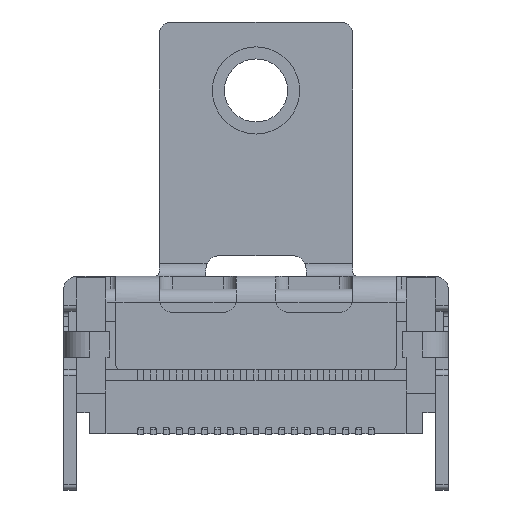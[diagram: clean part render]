
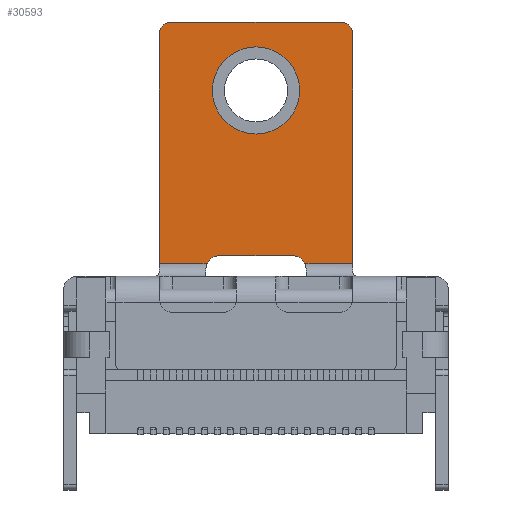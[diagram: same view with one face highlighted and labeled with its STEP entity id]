
A CAD part, left-side view. The second image highlights one B-rep face of the part: STEP entity #30593.
In plain terms, the highlighted face is planar.
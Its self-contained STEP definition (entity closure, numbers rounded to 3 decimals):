
#2285=LINE('',#43654,#4880);
#2291=LINE('',#43672,#4886);
#2292=LINE('',#43679,#4887);
#2293=LINE('',#43682,#4888);
#2294=LINE('',#43686,#4889);
#2295=LINE('',#43690,#4890);
#4880=VECTOR('',#36581,1000.);
#4886=VECTOR('',#36593,1000.);
#4887=VECTOR('',#36602,1000.);
#4888=VECTOR('',#36605,1000.);
#4889=VECTOR('',#36608,1000.);
#4890=VECTOR('',#36611,1000.);
#9299=ORIENTED_EDGE('',*,*,#14629,.F.);
#9300=ORIENTED_EDGE('',*,*,#14632,.F.);
#9301=ORIENTED_EDGE('',*,*,#14633,.F.);
#9302=ORIENTED_EDGE('',*,*,#14634,.F.);
#9303=ORIENTED_EDGE('',*,*,#14621,.F.);
#9304=ORIENTED_EDGE('',*,*,#14635,.F.);
#9305=ORIENTED_EDGE('',*,*,#14636,.T.);
#9306=ORIENTED_EDGE('',*,*,#14637,.T.);
#9307=ORIENTED_EDGE('',*,*,#14638,.T.);
#9308=ORIENTED_EDGE('',*,*,#14639,.F.);
#9309=ORIENTED_EDGE('',*,*,#14640,.T.);
#14621=EDGE_CURVE('',#17391,#17392,#2285,.T.);
#14629=EDGE_CURVE('',#17399,#17400,#2291,.T.);
#14632=EDGE_CURVE('',#17401,#17399,#18363,.T.);
#14633=EDGE_CURVE('',#17402,#17401,#2292,.T.);
#14634=EDGE_CURVE('',#17392,#17402,#18364,.T.);
#14635=EDGE_CURVE('',#17403,#17391,#2293,.T.);
#14636=EDGE_CURVE('',#17403,#17404,#18365,.T.);
#14637=EDGE_CURVE('',#17404,#17405,#2294,.T.);
#14638=EDGE_CURVE('',#17405,#17406,#18366,.T.);
#14639=EDGE_CURVE('',#17400,#17406,#2295,.T.);
#14640=EDGE_CURVE('',#17407,#17407,#18367,.T.);
#17391=VERTEX_POINT('',#43655);
#17392=VERTEX_POINT('',#43656);
#17399=VERTEX_POINT('',#43671);
#17400=VERTEX_POINT('',#43673);
#17401=VERTEX_POINT('',#43678);
#17402=VERTEX_POINT('',#43680);
#17403=VERTEX_POINT('',#43683);
#17404=VERTEX_POINT('',#43685);
#17405=VERTEX_POINT('',#43687);
#17406=VERTEX_POINT('',#43689);
#17407=VERTEX_POINT('',#43692);
#18363=CIRCLE('',#32127,0.5);
#18364=CIRCLE('',#32128,0.5);
#18365=CIRCLE('',#32129,0.5);
#18366=CIRCLE('',#32130,0.5);
#18367=CIRCLE('',#32131,1.7);
#19271=EDGE_LOOP('',(#9299,#9300,#9301,#9302,#9303,#9304,#9305,#9306,#9307,
#9308));
#19272=EDGE_LOOP('',(#9309));
#20494=FACE_BOUND('',#19271,.T.);
#20495=FACE_BOUND('',#19272,.T.);
#21526=PLANE('',#32126);
#30593=ADVANCED_FACE('',(#20494,#20495),#21526,.F.);
#32126=AXIS2_PLACEMENT_3D('',#43676,#36598,#36599);
#32127=AXIS2_PLACEMENT_3D('',#43677,#36600,#36601);
#32128=AXIS2_PLACEMENT_3D('',#43681,#36603,#36604);
#32129=AXIS2_PLACEMENT_3D('',#43684,#36606,#36607);
#32130=AXIS2_PLACEMENT_3D('',#43688,#36609,#36610);
#32131=AXIS2_PLACEMENT_3D('',#43691,#36612,#36613);
#36581=DIRECTION('',(0.,0.,1.));
#36593=DIRECTION('',(0.,0.,-1.));
#36598=DIRECTION('',(0.,1.,0.));
#36599=DIRECTION('',(0.,0.,-1.));
#36600=DIRECTION('',(0.,1.,0.));
#36601=DIRECTION('',(0.,0.,-1.));
#36602=DIRECTION('',(1.,0.,0.));
#36603=DIRECTION('',(0.,1.,0.));
#36604=DIRECTION('',(0.,0.,-1.));
#36605=DIRECTION('',(-1.,0.,0.));
#36606=DIRECTION('',(0.,1.,0.));
#36607=DIRECTION('',(0.,0.,-1.));
#36608=DIRECTION('',(1.,0.,0.));
#36609=DIRECTION('',(0.,1.,0.));
#36610=DIRECTION('',(0.,0.,-1.));
#36611=DIRECTION('',(-1.,0.,0.));
#36612=DIRECTION('',(0.,1.,0.));
#36613=DIRECTION('',(0.,0.,-1.));
#43654=CARTESIAN_POINT('',(-3.78,8.4,1.988));
#43655=CARTESIAN_POINT('',(-3.78,8.4,2.51));
#43656=CARTESIAN_POINT('',(-3.78,8.4,11.43));
#43671=CARTESIAN_POINT('',(3.78,8.4,11.43));
#43672=CARTESIAN_POINT('',(3.78,8.4,1.988));
#43673=CARTESIAN_POINT('',(3.78,8.4,2.51));
#43676=CARTESIAN_POINT('',(0.,8.4,0.001));
#43677=CARTESIAN_POINT('',(3.28,8.4,11.43));
#43678=CARTESIAN_POINT('',(3.28,8.4,11.93));
#43679=CARTESIAN_POINT('',(-3.78,8.4,11.93));
#43680=CARTESIAN_POINT('',(-3.28,8.4,11.93));
#43681=CARTESIAN_POINT('',(-3.28,8.4,11.43));
#43682=CARTESIAN_POINT('',(3.78,8.4,2.51));
#43683=CARTESIAN_POINT('',(-1.908,8.4,2.51));
#43684=CARTESIAN_POINT('',(-1.45,8.4,2.31));
#43685=CARTESIAN_POINT('',(-1.45,8.4,2.81));
#43686=CARTESIAN_POINT('',(0.,8.4,2.81));
#43687=CARTESIAN_POINT('',(1.45,8.4,2.81));
#43688=CARTESIAN_POINT('',(1.45,8.4,2.31));
#43689=CARTESIAN_POINT('',(1.908,8.4,2.51));
#43690=CARTESIAN_POINT('',(3.78,8.4,2.51));
#43691=CARTESIAN_POINT('',(0.,8.4,9.26));
#43692=CARTESIAN_POINT('',(0.,8.4,7.56));
